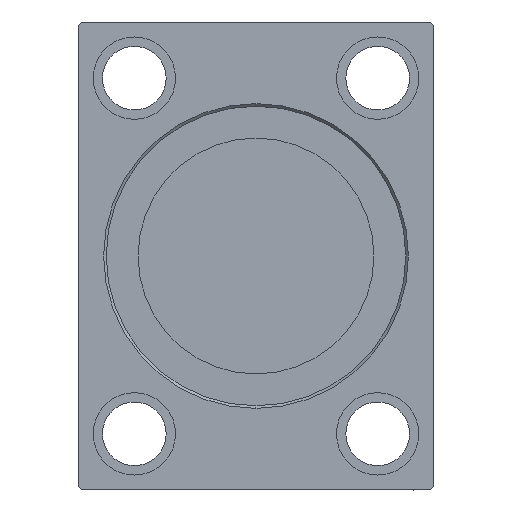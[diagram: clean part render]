
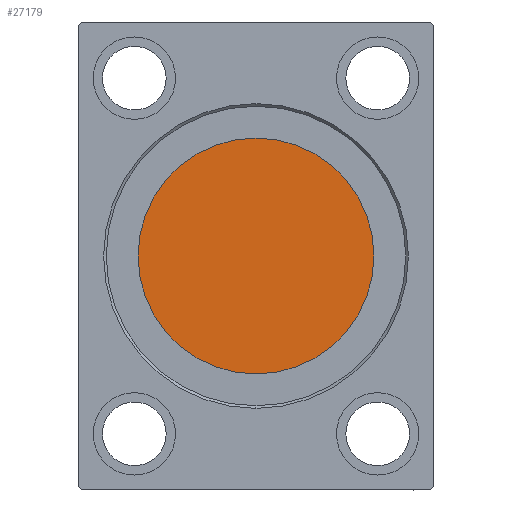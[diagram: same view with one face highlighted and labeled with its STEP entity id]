
A CAD part, left-side view. The second image highlights one B-rep face of the part: STEP entity #27179.
In plain terms, the highlighted planar face has unit normal (-1, 0, 0).
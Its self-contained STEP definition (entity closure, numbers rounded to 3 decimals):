
#374 = VERTEX_POINT ( 'NONE', #30403 ) ;
#2739 = CARTESIAN_POINT ( 'NONE',  ( 130.2, 0., 0. ) ) ;
#8557 = FACE_OUTER_BOUND ( 'NONE', #24427, .T. ) ;
#9056 = DIRECTION ( 'NONE',  ( 0., 0., 1. ) ) ;
#11715 = EDGE_CURVE ( 'NONE', #374, #38365, #37328, .T. ) ;
#12502 = CIRCLE ( 'NONE', #28948, 31.5 ) ;
#16584 = DIRECTION ( 'NONE',  ( -1., 0., 0. ) ) ;
#19794 = DIRECTION ( 'NONE',  ( 0., 0., 1. ) ) ;
#21516 = CARTESIAN_POINT ( 'NONE',  ( 130.2, 0., 0. ) ) ;
#21652 = DIRECTION ( 'NONE',  ( 0., 0., 1. ) ) ;
#22281 = PLANE ( 'NONE',  #22577 ) ;
#22577 = AXIS2_PLACEMENT_3D ( 'NONE', #2739, #27882, #21652 ) ;
#22951 = AXIS2_PLACEMENT_3D ( 'NONE', #36117, #16584, #19794 ) ;
#23491 = CARTESIAN_POINT ( 'NONE',  ( 130.2, 0., -31.5 ) ) ;
#24427 = EDGE_LOOP ( 'NONE', ( #26754, #41097 ) ) ;
#26754 = ORIENTED_EDGE ( 'NONE', *, *, #11715, .T. ) ;
#27179 = ADVANCED_FACE ( 'NONE', ( #8557 ), #22281, .T. ) ;
#27882 = DIRECTION ( 'NONE',  ( -1., 0., 0. ) ) ;
#28948 = AXIS2_PLACEMENT_3D ( 'NONE', #21516, #38246, #9056 ) ;
#30403 = CARTESIAN_POINT ( 'NONE',  ( 130.2, 0., 31.5 ) ) ;
#36117 = CARTESIAN_POINT ( 'NONE',  ( 130.2, 0., 0. ) ) ;
#37328 = CIRCLE ( 'NONE', #22951, 31.5 ) ;
#38246 = DIRECTION ( 'NONE',  ( -1., 0., 0. ) ) ;
#38365 = VERTEX_POINT ( 'NONE', #23491 ) ;
#40788 = EDGE_CURVE ( 'NONE', #38365, #374, #12502, .T. ) ;
#41097 = ORIENTED_EDGE ( 'NONE', *, *, #40788, .T. ) ;
